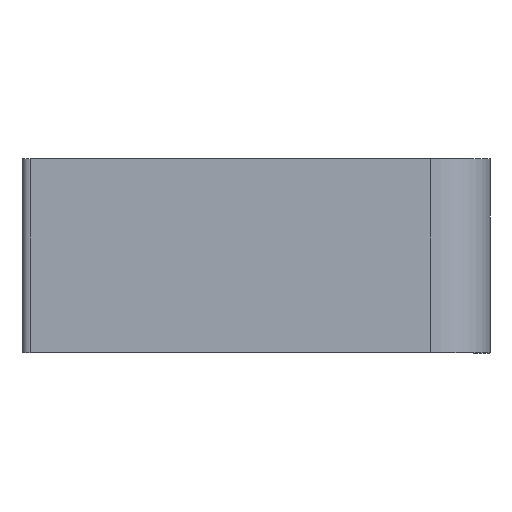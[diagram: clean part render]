
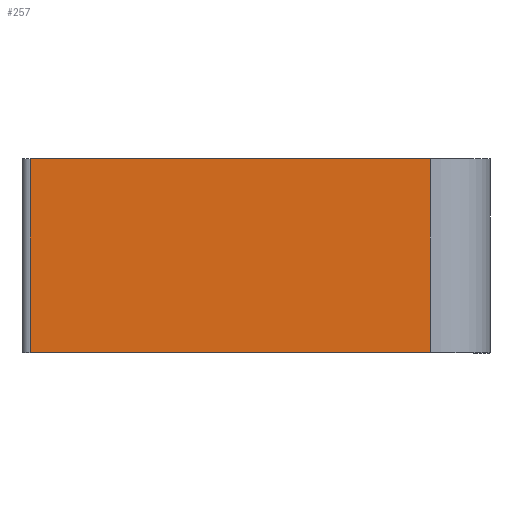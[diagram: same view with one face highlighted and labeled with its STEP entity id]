
A CAD part, top view. The second image highlights one B-rep face of the part: STEP entity #257.
In plain terms, the highlighted planar face has unit normal (0, 0, 1).
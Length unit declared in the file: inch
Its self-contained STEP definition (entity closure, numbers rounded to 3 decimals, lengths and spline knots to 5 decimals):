
#14 = PLANE ( 'NONE',  #261 ) ;
#25 = CARTESIAN_POINT ( 'NONE',  ( 0., 2.1775, 0.73 ) ) ;
#48 = ORIENTED_EDGE ( 'NONE', *, *, #579, .T. ) ;
#80 = CARTESIAN_POINT ( 'NONE',  ( -4.9, 2.1775, 0.73 ) ) ;
#96 = EDGE_CURVE ( 'NONE', #306, #363, #662, .T. ) ;
#108 = EDGE_LOOP ( 'NONE', ( #424, #636, #397, #48 ) ) ;
#111 = DIRECTION ( 'NONE',  ( 1., 0., 0. ) ) ;
#177 = DIRECTION ( 'NONE',  ( 1., 0., 0. ) ) ;
#228 = EDGE_CURVE ( 'NONE', #306, #231, #562, .T. ) ;
#231 = VERTEX_POINT ( 'NONE', #242 ) ;
#242 = CARTESIAN_POINT ( 'NONE',  ( -4.9, -0.1975, 0.73 ) ) ;
#257 = ADVANCED_FACE ( 'NONE', ( #372 ), #14, .T. ) ;
#261 = AXIS2_PLACEMENT_3D ( 'NONE', #309, #436, #313 ) ;
#306 = VERTEX_POINT ( 'NONE', #80 ) ;
#309 = CARTESIAN_POINT ( 'NONE',  ( 0., 1.98, 0.73 ) ) ;
#310 = EDGE_CURVE ( 'NONE', #363, #607, #439, .T. ) ;
#313 = DIRECTION ( 'NONE',  ( 1., 0., 0. ) ) ;
#358 = LINE ( 'NONE', #601, #786 ) ;
#363 = VERTEX_POINT ( 'NONE', #25 ) ;
#372 = FACE_OUTER_BOUND ( 'NONE', #108, .T. ) ;
#375 = CARTESIAN_POINT ( 'NONE',  ( -4.9, 1.98, 0.73 ) ) ;
#397 = ORIENTED_EDGE ( 'NONE', *, *, #228, .T. ) ;
#421 = VECTOR ( 'NONE', #111, 39.37008 ) ;
#424 = ORIENTED_EDGE ( 'NONE', *, *, #310, .F. ) ;
#436 = DIRECTION ( 'NONE',  ( 0., 0., 1. ) ) ;
#439 = LINE ( 'NONE', #559, #471 ) ;
#471 = VECTOR ( 'NONE', #687, 39.37008 ) ;
#541 = CARTESIAN_POINT ( 'NONE',  ( -4.9, 2.1775, 0.73 ) ) ;
#559 = CARTESIAN_POINT ( 'NONE',  ( 0., 1.98, 0.73 ) ) ;
#562 = LINE ( 'NONE', #375, #758 ) ;
#579 = EDGE_CURVE ( 'NONE', #231, #607, #358, .T. ) ;
#601 = CARTESIAN_POINT ( 'NONE',  ( -4.9, -0.1975, 0.73 ) ) ;
#607 = VERTEX_POINT ( 'NONE', #751 ) ;
#619 = DIRECTION ( 'NONE',  ( 0., -1., 0. ) ) ;
#636 = ORIENTED_EDGE ( 'NONE', *, *, #96, .F. ) ;
#662 = LINE ( 'NONE', #541, #421 ) ;
#687 = DIRECTION ( 'NONE',  ( 0., -1., 0. ) ) ;
#751 = CARTESIAN_POINT ( 'NONE',  ( 0., -0.1975, 0.73 ) ) ;
#758 = VECTOR ( 'NONE', #619, 39.37008 ) ;
#786 = VECTOR ( 'NONE', #177, 39.37008 ) ;
